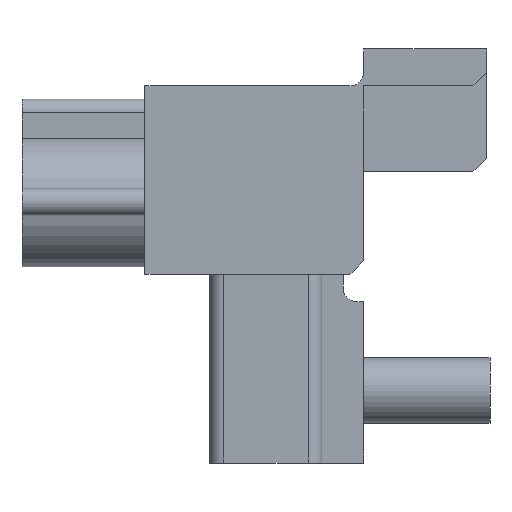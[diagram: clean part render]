
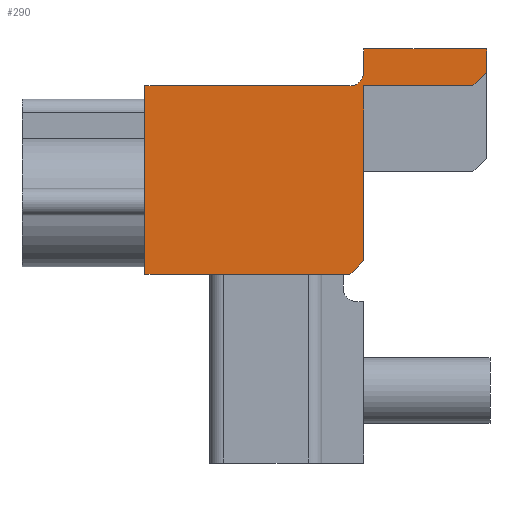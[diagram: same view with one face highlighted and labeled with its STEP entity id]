
A CAD part, left-side view. The second image highlights one B-rep face of the part: STEP entity #290.
In plain terms, the highlighted planar face has unit normal (-1, 0, 0).
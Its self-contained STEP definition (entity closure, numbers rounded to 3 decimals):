
#290 = ADVANCED_FACE( '', ( #617 ), #618, .F. );
#617 = FACE_OUTER_BOUND( '', #981, .T. );
#618 = PLANE( '', #982 );
#981 = EDGE_LOOP( '', ( #1819, #1820, #1821, #1822, #1823, #1824, #1825, #1826, #1827, #1828, #1829 ) );
#982 = AXIS2_PLACEMENT_3D( '', #1830, #1831, #1832 );
#1819 = ORIENTED_EDGE( '', *, *, #2222, .F. );
#1820 = ORIENTED_EDGE( '', *, *, #2585, .T. );
#1821 = ORIENTED_EDGE( '', *, *, #2383, .F. );
#1822 = ORIENTED_EDGE( '', *, *, #2586, .F. );
#1823 = ORIENTED_EDGE( '', *, *, #2587, .F. );
#1824 = ORIENTED_EDGE( '', *, *, #2571, .F. );
#1825 = ORIENTED_EDGE( '', *, *, #2588, .F. );
#1826 = ORIENTED_EDGE( '', *, *, #2328, .F. );
#1827 = ORIENTED_EDGE( '', *, *, #2444, .F. );
#1828 = ORIENTED_EDGE( '', *, *, #2321, .F. );
#1829 = ORIENTED_EDGE( '', *, *, #2429, .F. );
#1830 = CARTESIAN_POINT( '', ( 0., 1., 28.6 ) );
#1831 = DIRECTION( '', ( 1., 0., 0. ) );
#1832 = DIRECTION( '', ( 0., 0., -1. ) );
#2222 = EDGE_CURVE( '', #2668, #2669, #2670, .T. );
#2321 = EDGE_CURVE( '', #2841, #2843, #2844, .T. );
#2328 = EDGE_CURVE( '', #2854, #2856, #2857, .T. );
#2383 = EDGE_CURVE( '', #2947, #2949, #2950, .T. );
#2429 = EDGE_CURVE( '', #2669, #2841, #3024, .T. );
#2444 = EDGE_CURVE( '', #2843, #2854, #3043, .T. );
#2571 = EDGE_CURVE( '', #3216, #3218, #3219, .T. );
#2585 = EDGE_CURVE( '', #2668, #2949, #3239, .T. );
#2586 = EDGE_CURVE( '', #3240, #2947, #3241, .T. );
#2587 = EDGE_CURVE( '', #3218, #3240, #3242, .T. );
#2588 = EDGE_CURVE( '', #2856, #3216, #3243, .T. );
#2668 = VERTEX_POINT( '', #3334 );
#2669 = VERTEX_POINT( '', #3335 );
#2670 = LINE( '', #3336, #3337 );
#2841 = VERTEX_POINT( '', #3581 );
#2843 = VERTEX_POINT( '', #3584 );
#2844 = LINE( '', #3585, #3586 );
#2854 = VERTEX_POINT( '', #3600 );
#2856 = VERTEX_POINT( '', #3603 );
#2857 = LINE( '', #3604, #3605 );
#2947 = VERTEX_POINT( '', #3732 );
#2949 = VERTEX_POINT( '', #3735 );
#2950 = LINE( '', #3736, #3737 );
#3024 = LINE( '', #3845, #3846 );
#3043 = LINE( '', #3874, #3875 );
#3216 = VERTEX_POINT( '', #4129 );
#3218 = VERTEX_POINT( '', #4132 );
#3219 = LINE( '', #4133, #4134 );
#3239 = CIRCLE( '', #4161, 1. );
#3240 = VERTEX_POINT( '', #4162 );
#3241 = LINE( '', #4163, #4164 );
#3242 = LINE( '', #4165, #4166 );
#3243 = LINE( '', #4167, #4168 );
#3334 = CARTESIAN_POINT( '', ( 0., 0., 28.6 ) );
#3335 = CARTESIAN_POINT( '', ( 0., 0., 30.3 ) );
#3336 = CARTESIAN_POINT( '', ( 0., 0., 28.6 ) );
#3337 = VECTOR( '', #4270, 1000. );
#3581 = CARTESIAN_POINT( '', ( 0., -9., 30.3 ) );
#3584 = CARTESIAN_POINT( '', ( 0., -9., 28.6 ) );
#3585 = CARTESIAN_POINT( '', ( 0., -9., 30.3 ) );
#3586 = VECTOR( '', #4375, 1000. );
#3600 = CARTESIAN_POINT( '', ( 0., -8., 27.6 ) );
#3603 = CARTESIAN_POINT( '', ( 0., 0., 27.6 ) );
#3604 = CARTESIAN_POINT( '', ( 0., -8., 27.6 ) );
#3605 = VECTOR( '', #4381, 1000. );
#3732 = CARTESIAN_POINT( '', ( 0., 16., 27.6 ) );
#3735 = CARTESIAN_POINT( '', ( 0., 1., 27.6 ) );
#3736 = CARTESIAN_POINT( '', ( 0., 16., 27.6 ) );
#3737 = VECTOR( '', #4450, 1000. );
#3845 = CARTESIAN_POINT( '', ( 0., 0., 30.3 ) );
#3846 = VECTOR( '', #4509, 1000. );
#3874 = CARTESIAN_POINT( '', ( 0., -9., 28.6 ) );
#3875 = VECTOR( '', #4522, 1000. );
#4129 = CARTESIAN_POINT( '', ( 0., 0., 14.8 ) );
#4132 = CARTESIAN_POINT( '', ( 0., 1., 13.8 ) );
#4133 = CARTESIAN_POINT( '', ( 0., 0., 14.8 ) );
#4134 = VECTOR( '', #4644, 1000. );
#4161 = AXIS2_PLACEMENT_3D( '', #4658, #4659, #4660 );
#4162 = CARTESIAN_POINT( '', ( 0., 16., 13.8 ) );
#4163 = CARTESIAN_POINT( '', ( 0., 16., 13.8 ) );
#4164 = VECTOR( '', #4661, 1000. );
#4165 = CARTESIAN_POINT( '', ( 0., 1., 13.8 ) );
#4166 = VECTOR( '', #4662, 1000. );
#4167 = CARTESIAN_POINT( '', ( 0., 0., 27.6 ) );
#4168 = VECTOR( '', #4663, 1000. );
#4270 = DIRECTION( '', ( 0., 0., 1. ) );
#4375 = DIRECTION( '', ( 0., 0., -1. ) );
#4381 = DIRECTION( '', ( 0., 1., 0. ) );
#4450 = DIRECTION( '', ( 0., -1., 0. ) );
#4509 = DIRECTION( '', ( 0., -1., 0. ) );
#4522 = DIRECTION( '', ( 0., 0.707, -0.707 ) );
#4644 = DIRECTION( '', ( 0., 0.707, -0.707 ) );
#4658 = CARTESIAN_POINT( '', ( 0., 1., 28.6 ) );
#4659 = DIRECTION( '', ( 1., 0., 0. ) );
#4660 = DIRECTION( '', ( 0., 0., -1. ) );
#4661 = DIRECTION( '', ( 0., 0., 1. ) );
#4662 = DIRECTION( '', ( 0., 1., 0. ) );
#4663 = DIRECTION( '', ( 0., 0., -1. ) );
